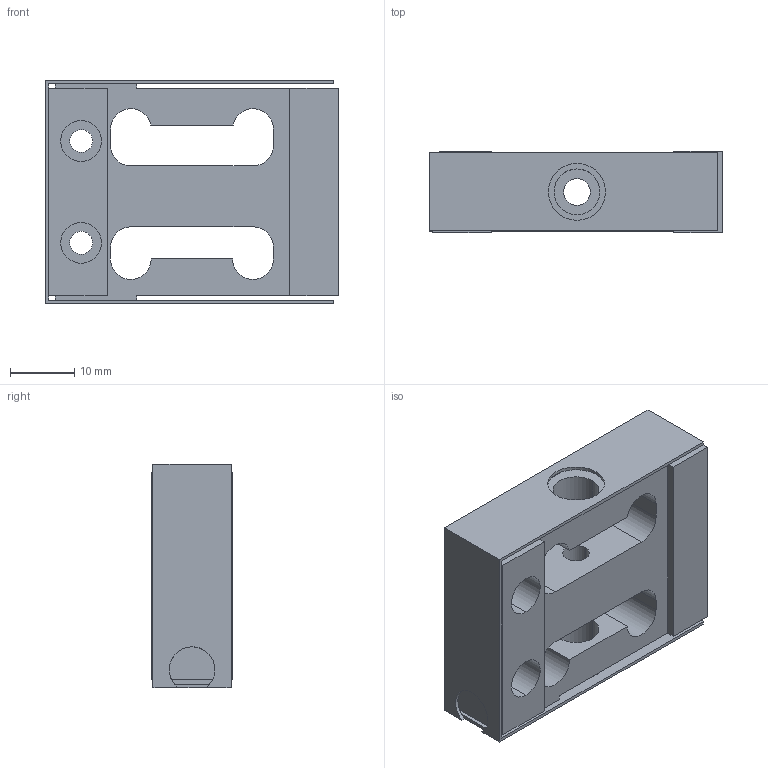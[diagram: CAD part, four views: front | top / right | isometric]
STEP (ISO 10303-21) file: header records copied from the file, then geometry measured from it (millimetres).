
FILE_DESCRIPTION((''),'2;1');
FILE_NAME('LSM300.stp','2010-12-10T11:01:03',(''),(''),'Mechanical Desktop 2008','Mechanical Desktop 2008',', , ');
FILE_SCHEMA(('CONFIG_CONTROL_DESIGN'));
Length unit declared in the file: inch
Products named in the file (2): FI1038-C; L2330
Assembly tree (1 placements, depth 2):
  FI1038-C
    L2330
Bounding box: 45.7 x 12.7 x 34.8 mm (x, y, z)
Volume: 12575.4 mm3; surface area: 8160.8 mm2
Topology: 1 solids, 1 shells, 72 faces, 216 edges, 144 vertices
Faces by surface type: plane 45, cylinder 27
Entity records: 2597 total; most frequent: CARTESIAN_POINT 434, ORIENTED_EDGE 432, DIRECTION 422, EDGE_CURVE 216, VECTOR 158, LINE 158, VERTEX_POINT 144, AXIS2_PLACEMENT_3D 132
